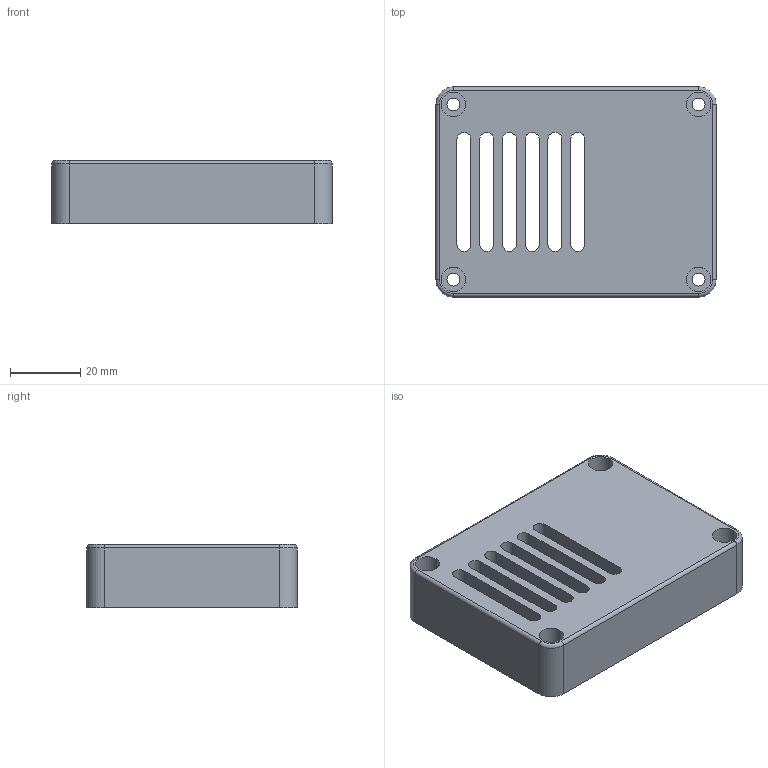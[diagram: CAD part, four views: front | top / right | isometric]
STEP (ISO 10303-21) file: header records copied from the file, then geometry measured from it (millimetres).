
FILE_DESCRIPTION (( 'STEP AP214' ), '1' );
FILE_NAME ('J1 Base Enclosure Fan Cover.STEP', '2023-04-20T15:52:55', ( '' ), ( '' ), 'SwSTEP 2.0', 'SolidWorks 2021', '' );
FILE_SCHEMA (( 'AUTOMOTIVE_DESIGN' ));
Length unit declared in the file: millimetre
Products named in the file (1): J1 Base Enclosure Fan Cover
Bounding box: 80 x 60 x 18 mm (x, y, z)
Volume: 31894.9 mm3; surface area: 20154.6 mm2
Topology: 1 solids, 1 shells, 86 faces, 232 edges, 152 vertices
Faces by surface type: cylinder 44, plane 38, torus 4
Entity records: 2806 total; most frequent: DIRECTION 498, CARTESIAN_POINT 471, ORIENTED_EDGE 464, EDGE_CURVE 232, AXIS2_PLACEMENT_3D 179, VERTEX_POINT 152, LINE 140, VECTOR 140
